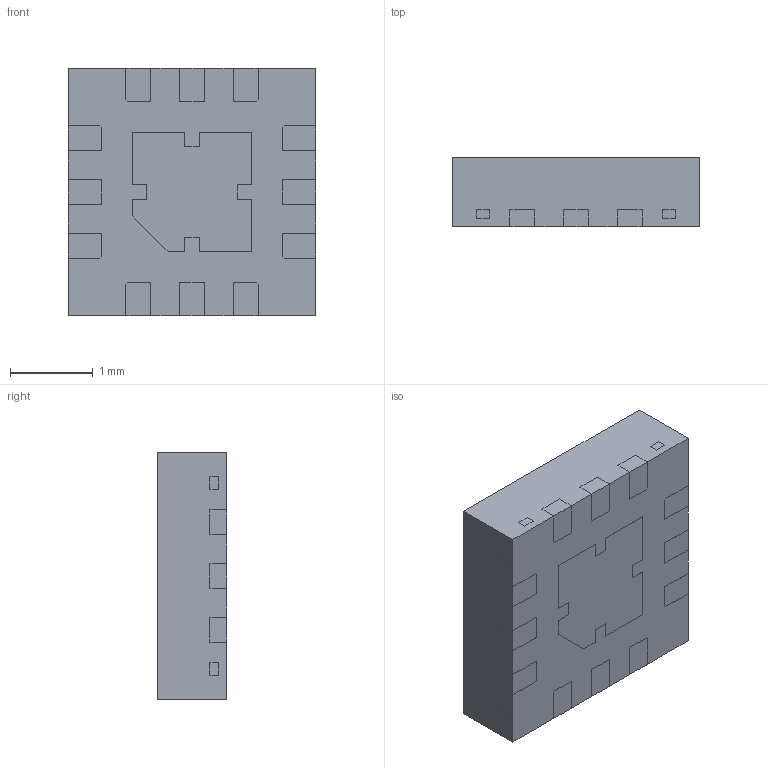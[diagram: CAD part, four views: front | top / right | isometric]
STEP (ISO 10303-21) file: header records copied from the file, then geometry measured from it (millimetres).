
FILE_DESCRIPTION (( 'STEP AP214' ), '1' );
FILE_NAME ('3x3_12_65.STEP', '2013-08-10T19:45:30', ( 'sw2011vm-Admin' ), ( '' ), 'SwSTEP 2.0', 'SolidWorks 2012', '' );
FILE_SCHEMA (( 'AUTOMOTIVE_DESIGN' ));
Length unit declared in the file: millimetre
Products named in the file (1): 3x3_12_65
Bounding box: 3 x 0.84 x 3 mm (x, y, z)
Volume: 3.3 mm3; surface area: 69.7 mm2
Topology: 40 solids, 40 shells, 723 faces, 1985 edges, 1310 vertices
Faces by surface type: plane 723
Entity records: 23352 total; most frequent: CARTESIAN_POINT 4019, ORIENTED_EDGE 3970, DIRECTION 3433, EDGE_CURVE 1985, LINE 1985, VECTOR 1985, VERTEX_POINT 1310, EDGE_LOOP 733
